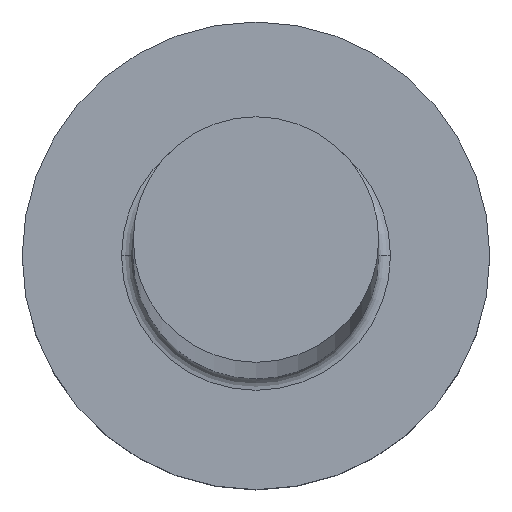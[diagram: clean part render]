
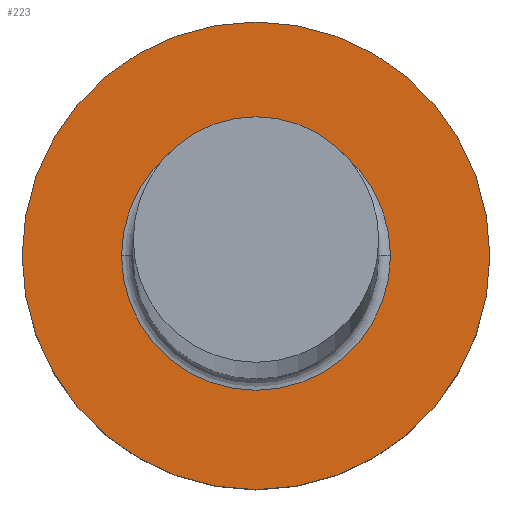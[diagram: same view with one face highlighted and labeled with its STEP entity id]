
A CAD part, top view. The second image highlights one B-rep face of the part: STEP entity #223.
In plain terms, the highlighted planar face has unit normal (0, 0, 1).
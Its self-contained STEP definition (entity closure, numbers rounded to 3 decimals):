
#1 = FACE_OUTER_BOUND ( 'NONE', #38, .T. ) ;
#8 = ORIENTED_EDGE ( 'NONE', *, *, #28, .T. ) ;
#23 = AXIS2_PLACEMENT_3D ( 'NONE', #75, #39, #61 ) ;
#26 = CARTESIAN_POINT ( 'NONE',  ( 0., 0., 3. ) ) ;
#28 = EDGE_CURVE ( 'NONE', #275, #253, #152, .T. ) ;
#36 = DIRECTION ( 'NONE',  ( 1., 0., 0. ) ) ;
#38 = EDGE_LOOP ( 'NONE', ( #8, #133 ) ) ;
#39 = DIRECTION ( 'NONE',  ( 0., 0., 1. ) ) ;
#41 = AXIS2_PLACEMENT_3D ( 'NONE', #83, #248, #184 ) ;
#61 = DIRECTION ( 'NONE',  ( 1., 0., 0. ) ) ;
#62 = VERTEX_POINT ( 'NONE', #227 ) ;
#75 = CARTESIAN_POINT ( 'NONE',  ( 0., 0., 3. ) ) ;
#83 = CARTESIAN_POINT ( 'NONE',  ( 0., 0., 3. ) ) ;
#84 = VERTEX_POINT ( 'NONE', #206 ) ;
#91 = CARTESIAN_POINT ( 'NONE',  ( 4., 0., 3. ) ) ;
#97 = AXIS2_PLACEMENT_3D ( 'NONE', #177, #180, #36 ) ;
#108 = ORIENTED_EDGE ( 'NONE', *, *, #170, .T. ) ;
#109 = CARTESIAN_POINT ( 'NONE',  ( -4., 0., 3. ) ) ;
#116 = DIRECTION ( 'NONE',  ( 0., 0., 1. ) ) ;
#117 = CIRCLE ( 'NONE', #97, 2.3 ) ;
#120 = AXIS2_PLACEMENT_3D ( 'NONE', #26, #116, #214 ) ;
#133 = ORIENTED_EDGE ( 'NONE', *, *, #182, .T. ) ;
#138 = PLANE ( 'NONE',  #120 ) ;
#152 = CIRCLE ( 'NONE', #23, 4. ) ;
#153 = CARTESIAN_POINT ( 'NONE',  ( 0., 0., 3. ) ) ;
#157 = DIRECTION ( 'NONE',  ( 1., 0., 0. ) ) ;
#160 = ORIENTED_EDGE ( 'NONE', *, *, #194, .T. ) ;
#170 = EDGE_CURVE ( 'NONE', #62, #84, #117, .T. ) ;
#177 = CARTESIAN_POINT ( 'NONE',  ( 0., 0., 3. ) ) ;
#180 = DIRECTION ( 'NONE',  ( 0., 0., -1. ) ) ;
#182 = EDGE_CURVE ( 'NONE', #253, #275, #224, .T. ) ;
#184 = DIRECTION ( 'NONE',  ( 1., 0., 0. ) ) ;
#194 = EDGE_CURVE ( 'NONE', #84, #62, #289, .T. ) ;
#206 = CARTESIAN_POINT ( 'NONE',  ( 2.3, 0., 3. ) ) ;
#208 = EDGE_LOOP ( 'NONE', ( #160, #108 ) ) ;
#214 = DIRECTION ( 'NONE',  ( 1., 0., 0. ) ) ;
#223 = ADVANCED_FACE ( 'NONE', ( #285, #1 ), #138, .T. ) ;
#224 = CIRCLE ( 'NONE', #268, 4. ) ;
#227 = CARTESIAN_POINT ( 'NONE',  ( -2.3, 0., 3. ) ) ;
#248 = DIRECTION ( 'NONE',  ( 0., 0., -1. ) ) ;
#253 = VERTEX_POINT ( 'NONE', #91 ) ;
#268 = AXIS2_PLACEMENT_3D ( 'NONE', #153, #274, #157 ) ;
#274 = DIRECTION ( 'NONE',  ( 0., 0., 1. ) ) ;
#275 = VERTEX_POINT ( 'NONE', #109 ) ;
#285 = FACE_BOUND ( 'NONE', #208, .T. ) ;
#289 = CIRCLE ( 'NONE', #41, 2.3 ) ;
